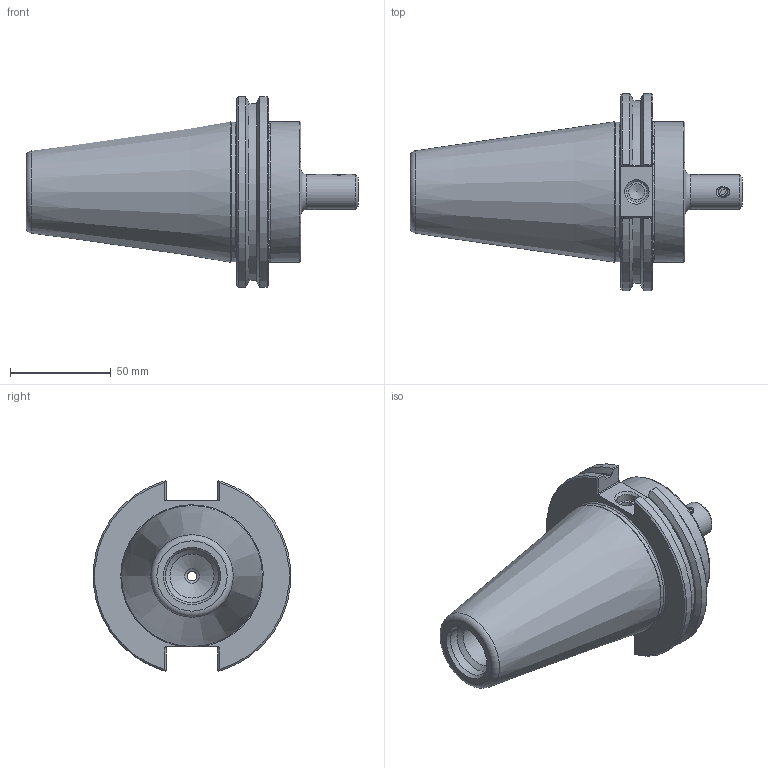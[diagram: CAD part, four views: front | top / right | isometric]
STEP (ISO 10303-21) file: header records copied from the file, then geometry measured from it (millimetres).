
FILE_DESCRIPTION((''),'2;1');
FILE_NAME('C50-18EM2.iam.stp','2014-07-14T10:14:56',(''),(''),'Autodesk Inventor 2012','Autodesk Inventor 2012','');
FILE_SCHEMA(('AUTOMOTIVE_DESIGN { 1 0 10303 214 1 1 1 1 }'));
Length unit declared in the file: inch
Products named in the file (3): C50-18EM2; C50-18EM2-1; 029-014
Assembly tree (2 placements, depth 2):
  C50-18EM2
    C50-18EM2-1
    029-014
Bounding box: 165.1 x 98.06 x 94.71 mm (x, y, z)
Volume: 380715.8 mm3; surface area: 50823.4 mm2
Topology: 2 solids, 2 shells, 104 faces, 266 edges, 169 vertices
Faces by surface type: plane 41, cylinder 29, cone 21, bspline 8, torus 5
Full cylindrical faces by diameter (mm): 4.039 x1, 4.763 x1, 4.826 x1, 7.112 x1, 8 x1, 10.135 x1, 17.45 x1, 21.971 x1, 26.365 x1, 69.342 x1, 69.85 x1
Entity records: 4018 total; most frequent: CARTESIAN_POINT 1571, ORIENTED_EDGE 460, DIRECTION 442, EDGE_CURVE 230, AXIS2_PLACEMENT_3D 171, VERTEX_POINT 162, EDGE_LOOP 140, FACE_OUTER_BOUND 104
